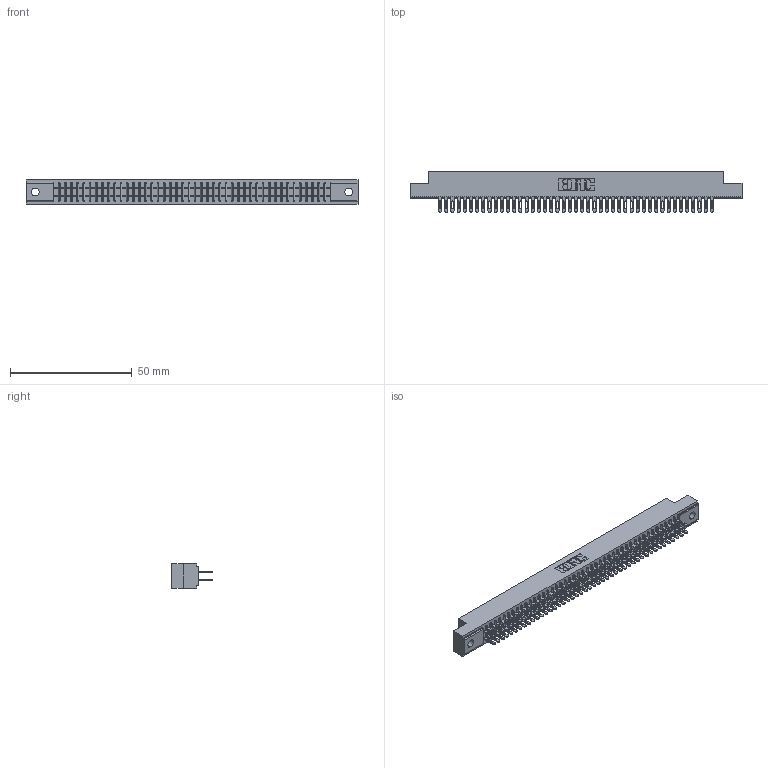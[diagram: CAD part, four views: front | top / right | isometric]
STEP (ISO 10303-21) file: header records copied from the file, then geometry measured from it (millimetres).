
FILE_DESCRIPTION (( 'STEP AP203' ), '1' );
FILE_NAME ('341-090-500-202.STEP', '2018-08-07T23:53:39', ( '' ), ( '' ), 'SwSTEP 2.0', 'SolidWorks 2016', '' );
FILE_SCHEMA (( 'CONFIG_CONTROL_DESIGN' ));
Length unit declared in the file: inch
Products named in the file (3): 341 Part_.128 (3.25) Dia Mounting Holes; 341-292-001_341-292-100; 341-090-500-202
Assembly tree (91 placements, depth 2):
  341-090-500-202
    341 Part_.128 (3.25) Dia Mounting Holes
    341-292-001_341-292-100  x90
Bounding box: 136.53 x 16.69 x 10.16 mm (x, y, z)
Volume: 10160.4 mm3; surface area: 18630.3 mm2
Topology: 91 solids, 91 shells, 6056 faces, 17551 edges, 11366 vertices
Faces by surface type: plane 3488, cylinder 2388, sphere 92, torus 88
Entity records: 54070 total; most frequent: CARTESIAN_POINT 8987, ORIENTED_EDGE 8930, DIRECTION 8723, EDGE_CURVE 4465, LINE 3607, VECTOR 3607, VERTEX_POINT 2822, AXIS2_PLACEMENT_3D 2558
